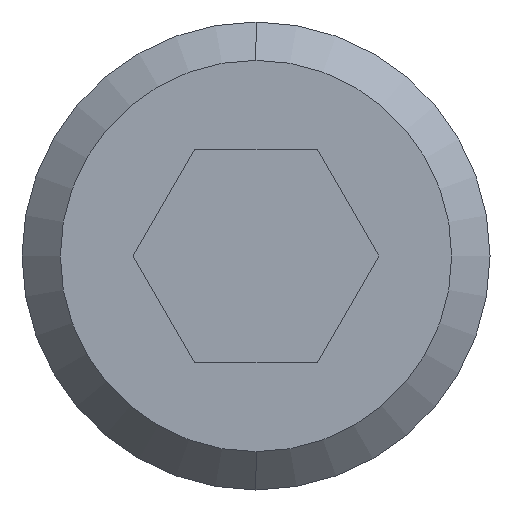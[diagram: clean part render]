
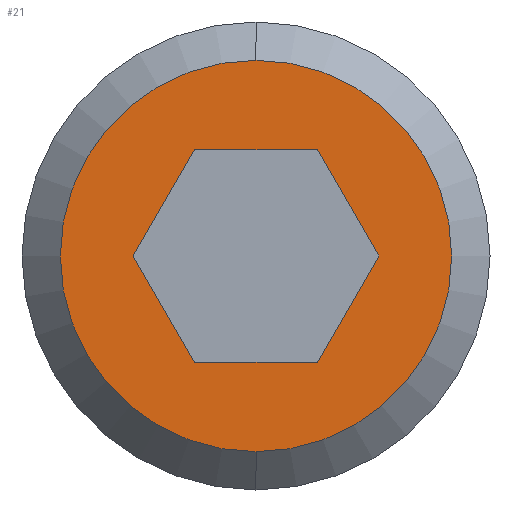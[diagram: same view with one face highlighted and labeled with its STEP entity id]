
A CAD part, left-side view. The second image highlights one B-rep face of the part: STEP entity #21.
In plain terms, the highlighted planar face has unit normal (-1, 0, 0).
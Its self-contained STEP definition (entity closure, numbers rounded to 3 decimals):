
#1 = VERTEX_POINT ( 'NONE', #253 ) ;
#5 = ORIENTED_EDGE ( 'NONE', *, *, #127, .F. ) ;
#8 = EDGE_CURVE ( 'NONE', #56, #1, #252, .T. ) ;
#10 = ORIENTED_EDGE ( 'NONE', *, *, #52, .F. ) ;
#11 = EDGE_CURVE ( 'NONE', #128, #46, #340, .T. ) ;
#14 = ORIENTED_EDGE ( 'NONE', *, *, #72, .T. ) ;
#21 = ADVANCED_FACE ( 'NONE', ( #236, #329 ), #224, .F. ) ;
#23 = EDGE_CURVE ( 'NONE', #67, #66, #194, .T. ) ;
#26 = ORIENTED_EDGE ( 'NONE', *, *, #23, .T. ) ;
#42 = ORIENTED_EDGE ( 'NONE', *, *, #44, .F. ) ;
#43 = ORIENTED_EDGE ( 'NONE', *, *, #47, .F. ) ;
#44 = EDGE_CURVE ( 'NONE', #55, #50, #365, .T. ) ;
#45 = ORIENTED_EDGE ( 'NONE', *, *, #11, .F. ) ;
#46 = VERTEX_POINT ( 'NONE', #360 ) ;
#47 = EDGE_CURVE ( 'NONE', #50, #56, #358, .T. ) ;
#50 = VERTEX_POINT ( 'NONE', #353 ) ;
#51 = EDGE_LOOP ( 'NONE', ( #43, #42, #10, #45, #5, #53 ) ) ;
#52 = EDGE_CURVE ( 'NONE', #46, #55, #350, .T. ) ;
#53 = ORIENTED_EDGE ( 'NONE', *, *, #8, .F. ) ;
#54 = EDGE_LOOP ( 'NONE', ( #26, #14 ) ) ;
#55 = VERTEX_POINT ( 'NONE', #482 ) ;
#56 = VERTEX_POINT ( 'NONE', #484 ) ;
#66 = VERTEX_POINT ( 'NONE', #562 ) ;
#67 = VERTEX_POINT ( 'NONE', #569 ) ;
#72 = EDGE_CURVE ( 'NONE', #66, #67, #447, .T. ) ;
#77 = DIRECTION ( 'NONE',  ( 0., 1., 0. ) ) ;
#110 = VECTOR ( 'NONE', #116, 1000. ) ;
#113 = CARTESIAN_POINT ( 'NONE',  ( 0., -0.722, -1.25 ) ) ;
#114 = VECTOR ( 'NONE', #77, 1000. ) ;
#116 = DIRECTION ( 'NONE',  ( 0., -0.5, 0.866 ) ) ;
#127 = EDGE_CURVE ( 'NONE', #1, #128, #341, .T. ) ;
#128 = VERTEX_POINT ( 'NONE', #496 ) ;
#182 = DIRECTION ( 'NONE',  ( 0., 0., -1. ) ) ;
#183 = DIRECTION ( 'NONE',  ( -1., 0., 0. ) ) ;
#194 = CIRCLE ( 'NONE', #200, 2.3 ) ;
#195 = DIRECTION ( 'NONE',  ( 0., 0., -1. ) ) ;
#196 = DIRECTION ( 'NONE',  ( 1., 0., 0. ) ) ;
#197 = CARTESIAN_POINT ( 'NONE',  ( 0., 0., 0. ) ) ;
#200 = AXIS2_PLACEMENT_3D ( 'NONE', #212, #183, #182 ) ;
#212 = CARTESIAN_POINT ( 'NONE',  ( 0., 0., 0. ) ) ;
#222 = AXIS2_PLACEMENT_3D ( 'NONE', #197, #196, #195 ) ;
#224 = PLANE ( 'NONE',  #222 ) ;
#236 = FACE_BOUND ( 'NONE', #51, .T. ) ;
#249 = DIRECTION ( 'NONE',  ( 0., -1., 0. ) ) ;
#250 = VECTOR ( 'NONE', #249, 1000. ) ;
#251 = CARTESIAN_POINT ( 'NONE',  ( 0., 0.722, -1.25 ) ) ;
#252 = LINE ( 'NONE', #251, #250 ) ;
#253 = CARTESIAN_POINT ( 'NONE',  ( 0., -0.722, -1.25 ) ) ;
#323 = DIRECTION ( 'NONE',  ( 0., 0.5, 0.866 ) ) ;
#329 = FACE_OUTER_BOUND ( 'NONE', #54, .T. ) ;
#338 = VECTOR ( 'NONE', #323, 1000. ) ;
#339 = CARTESIAN_POINT ( 'NONE',  ( 0., -1.443, 0. ) ) ;
#340 = LINE ( 'NONE', #339, #338 ) ;
#341 = LINE ( 'NONE', #113, #110 ) ;
#345 = CARTESIAN_POINT ( 'NONE',  ( 0., -0.722, 1.25 ) ) ;
#350 = LINE ( 'NONE', #345, #114 ) ;
#353 = CARTESIAN_POINT ( 'NONE',  ( 0., 1.443, 0. ) ) ;
#355 = DIRECTION ( 'NONE',  ( 0., -0.5, -0.866 ) ) ;
#356 = VECTOR ( 'NONE', #355, 1000. ) ;
#357 = CARTESIAN_POINT ( 'NONE',  ( 0., 1.443, 0. ) ) ;
#358 = LINE ( 'NONE', #357, #356 ) ;
#360 = CARTESIAN_POINT ( 'NONE',  ( 0., -0.722, 1.25 ) ) ;
#361 = DIRECTION ( 'NONE',  ( 0., 0.5, -0.866 ) ) ;
#362 = VECTOR ( 'NONE', #361, 1000. ) ;
#364 = CARTESIAN_POINT ( 'NONE',  ( 0., 0.722, 1.25 ) ) ;
#365 = LINE ( 'NONE', #364, #362 ) ;
#443 = DIRECTION ( 'NONE',  ( 0., 0., -1. ) ) ;
#444 = DIRECTION ( 'NONE',  ( -1., 0., 0. ) ) ;
#445 = CARTESIAN_POINT ( 'NONE',  ( 0., 0., 0. ) ) ;
#446 = AXIS2_PLACEMENT_3D ( 'NONE', #445, #444, #443 ) ;
#447 = CIRCLE ( 'NONE', #446, 2.3 ) ;
#482 = CARTESIAN_POINT ( 'NONE',  ( 0., 0.722, 1.25 ) ) ;
#484 = CARTESIAN_POINT ( 'NONE',  ( 0., 0.722, -1.25 ) ) ;
#496 = CARTESIAN_POINT ( 'NONE',  ( 0., -1.443, 0. ) ) ;
#562 = CARTESIAN_POINT ( 'NONE',  ( 0., 0., 2.3 ) ) ;
#569 = CARTESIAN_POINT ( 'NONE',  ( 0., 0., -2.3 ) ) ;
